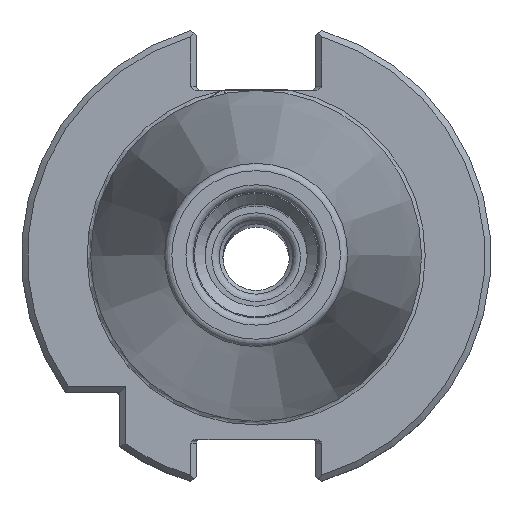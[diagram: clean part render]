
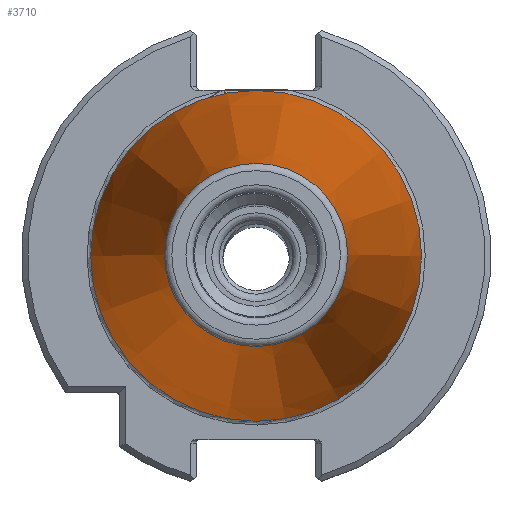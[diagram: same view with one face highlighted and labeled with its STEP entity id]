
A CAD part, top view. The second image highlights one B-rep face of the part: STEP entity #3710.
In plain terms, the highlighted conical face has half-angle 8.297 degrees and reference radius 22.395 mm.
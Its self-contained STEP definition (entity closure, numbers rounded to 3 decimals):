
#617=ORIENTED_EDGE('',*,*,#1174,.F.);
#618=ORIENTED_EDGE('',*,*,#1176,.T.);
#1174=EDGE_CURVE('',#1492,#1492,#1730,.T.);
#1176=EDGE_CURVE('',#1494,#1494,#1732,.T.);
#1492=VERTEX_POINT('',#5175);
#1494=VERTEX_POINT('',#5181);
#1730=CIRCLE('',#3969,12.397);
#1732=CIRCLE('',#3973,22.395);
#1942=EDGE_LOOP('',(#617));
#1943=EDGE_LOOP('',(#618));
#2218=FACE_BOUND('',#1942,.T.);
#2219=FACE_BOUND('',#1943,.T.);
#2368=CONICAL_SURFACE('',#3972,22.395,0.145);
#3710=ADVANCED_FACE('',(#2218,#2219),#2368,.T.);
#3969=AXIS2_PLACEMENT_3D('',#5174,#4466,#4467);
#3972=AXIS2_PLACEMENT_3D('',#5179,#4472,#4473);
#3973=AXIS2_PLACEMENT_3D('',#5180,#4474,#4475);
#4466=DIRECTION('',(0.,0.,1.));
#4467=DIRECTION('',(1.,0.,0.));
#4472=DIRECTION('',(0.,0.,-1.));
#4473=DIRECTION('',(-1.,0.,0.));
#4474=DIRECTION('',(0.,0.,1.));
#4475=DIRECTION('',(1.,0.,0.));
#5174=CARTESIAN_POINT('',(0.,0.,67.394));
#5175=CARTESIAN_POINT('',(12.397,0.,67.394));
#5179=CARTESIAN_POINT('',(0.,0.,-1.163));
#5180=CARTESIAN_POINT('',(0.,0.,-1.163));
#5181=CARTESIAN_POINT('',(22.395,0.,-1.163));
